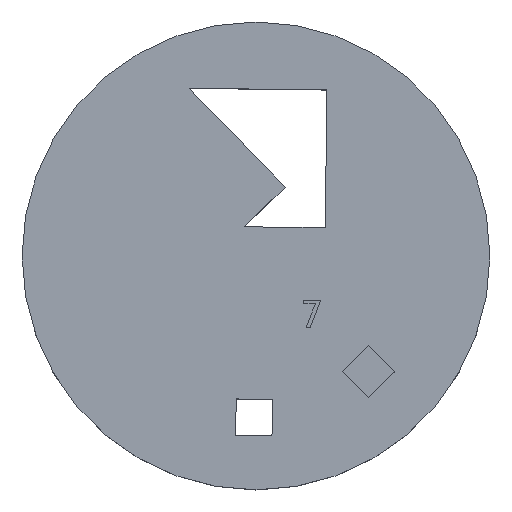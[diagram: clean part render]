
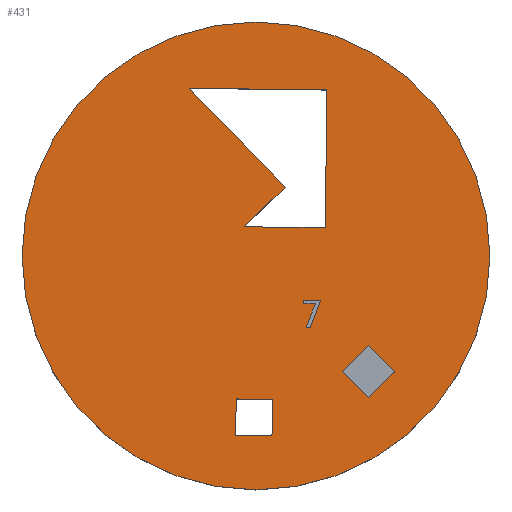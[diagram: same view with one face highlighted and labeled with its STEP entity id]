
A CAD part, top view. The second image highlights one B-rep face of the part: STEP entity #431.
In plain terms, the highlighted planar face has unit normal (0, 0, 1).
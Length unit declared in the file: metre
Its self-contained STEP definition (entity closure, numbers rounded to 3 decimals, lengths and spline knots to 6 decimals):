
#13=CIRCLE('',#469,0.064501);
#15=ORIENTED_EDGE('',*,*,#133,.F.);
#16=ORIENTED_EDGE('',*,*,#134,.F.);
#17=ORIENTED_EDGE('',*,*,#135,.F.);
#18=ORIENTED_EDGE('',*,*,#136,.F.);
#19=ORIENTED_EDGE('',*,*,#137,.F.);
#20=ORIENTED_EDGE('',*,*,#138,.F.);
#21=ORIENTED_EDGE('',*,*,#139,.F.);
#22=ORIENTED_EDGE('',*,*,#140,.F.);
#23=ORIENTED_EDGE('',*,*,#141,.F.);
#24=ORIENTED_EDGE('',*,*,#142,.T.);
#25=ORIENTED_EDGE('',*,*,#143,.T.);
#26=ORIENTED_EDGE('',*,*,#144,.F.);
#27=ORIENTED_EDGE('',*,*,#145,.F.);
#28=ORIENTED_EDGE('',*,*,#146,.T.);
#29=ORIENTED_EDGE('',*,*,#147,.T.);
#30=ORIENTED_EDGE('',*,*,#148,.T.);
#31=ORIENTED_EDGE('',*,*,#149,.T.);
#32=ORIENTED_EDGE('',*,*,#150,.T.);
#33=ORIENTED_EDGE('',*,*,#151,.T.);
#34=ORIENTED_EDGE('',*,*,#152,.T.);
#133=EDGE_CURVE('',#192,#193,#232,.T.);
#134=EDGE_CURVE('',#194,#192,#233,.T.);
#135=EDGE_CURVE('',#195,#194,#234,.T.);
#136=EDGE_CURVE('',#193,#195,#235,.T.);
#137=EDGE_CURVE('',#196,#197,#236,.T.);
#138=EDGE_CURVE('',#198,#196,#237,.T.);
#139=EDGE_CURVE('',#199,#198,#238,.T.);
#140=EDGE_CURVE('',#197,#199,#239,.T.);
#141=EDGE_CURVE('',#200,#201,#240,.T.);
#142=EDGE_CURVE('',#200,#202,#241,.T.);
#143=EDGE_CURVE('',#202,#203,#242,.T.);
#144=EDGE_CURVE('',#204,#203,#243,.T.);
#145=EDGE_CURVE('',#201,#204,#244,.T.);
#146=EDGE_CURVE('',#205,#205,#13,.T.);
#147=EDGE_CURVE('',#206,#207,#245,.T.);
#148=EDGE_CURVE('',#207,#208,#246,.T.);
#149=EDGE_CURVE('',#208,#209,#247,.T.);
#150=EDGE_CURVE('',#209,#210,#248,.T.);
#151=EDGE_CURVE('',#210,#211,#249,.T.);
#152=EDGE_CURVE('',#211,#206,#250,.T.);
#192=VERTEX_POINT('',#608);
#193=VERTEX_POINT('',#609);
#194=VERTEX_POINT('',#611);
#195=VERTEX_POINT('',#613);
#196=VERTEX_POINT('',#616);
#197=VERTEX_POINT('',#617);
#198=VERTEX_POINT('',#619);
#199=VERTEX_POINT('',#621);
#200=VERTEX_POINT('',#624);
#201=VERTEX_POINT('',#625);
#202=VERTEX_POINT('',#627);
#203=VERTEX_POINT('',#629);
#204=VERTEX_POINT('',#631);
#205=VERTEX_POINT('',#634);
#206=VERTEX_POINT('',#636);
#207=VERTEX_POINT('',#637);
#208=VERTEX_POINT('',#639);
#209=VERTEX_POINT('',#641);
#210=VERTEX_POINT('',#643);
#211=VERTEX_POINT('',#645);
#232=LINE('',#607,#289);
#233=LINE('',#610,#290);
#234=LINE('',#612,#291);
#235=LINE('',#614,#292);
#236=LINE('',#615,#293);
#237=LINE('',#618,#294);
#238=LINE('',#620,#295);
#239=LINE('',#622,#296);
#240=LINE('',#623,#297);
#241=LINE('',#626,#298);
#242=LINE('',#628,#299);
#243=LINE('',#630,#300);
#244=LINE('',#632,#301);
#245=LINE('',#635,#302);
#246=LINE('',#638,#303);
#247=LINE('',#640,#304);
#248=LINE('',#642,#305);
#249=LINE('',#644,#306);
#250=LINE('',#646,#307);
#289=VECTOR('',#498,1.);
#290=VECTOR('',#499,1.);
#291=VECTOR('',#500,1.);
#292=VECTOR('',#501,1.);
#293=VECTOR('',#502,1.);
#294=VECTOR('',#503,1.);
#295=VECTOR('',#504,1.);
#296=VECTOR('',#505,1.);
#297=VECTOR('',#506,1.);
#298=VECTOR('',#507,1.);
#299=VECTOR('',#508,1.);
#300=VECTOR('',#509,1.);
#301=VECTOR('',#510,1.);
#302=VECTOR('',#513,1.);
#303=VECTOR('',#514,1.);
#304=VECTOR('',#515,1.);
#305=VECTOR('',#516,1.);
#306=VECTOR('',#517,1.);
#307=VECTOR('',#518,1.);
#346=EDGE_LOOP('',(#15,#16,#17,#18));
#347=EDGE_LOOP('',(#19,#20,#21,#22));
#348=EDGE_LOOP('',(#23,#24,#25,#26,#27));
#349=EDGE_LOOP('',(#28));
#350=EDGE_LOOP('',(#29,#30,#31,#32,#33,#34));
#377=FACE_BOUND('',#346,.T.);
#378=FACE_BOUND('',#347,.T.);
#379=FACE_BOUND('',#348,.T.);
#380=FACE_BOUND('',#349,.T.);
#381=FACE_BOUND('',#350,.T.);
#408=PLANE('',#468);
#431=ADVANCED_FACE('',(#377,#378,#379,#380,#381),#408,.T.);
#468=AXIS2_PLACEMENT_3D('',#606,#496,#497);
#469=AXIS2_PLACEMENT_3D('',#633,#511,#512);
#496=DIRECTION('',(0.,0.,1.));
#497=DIRECTION('',(1.,0.,0.));
#498=DIRECTION('',(0.697,-0.717,0.));
#499=DIRECTION('',(-0.717,-0.697,0.));
#500=DIRECTION('',(-0.697,0.717,0.));
#501=DIRECTION('',(0.717,0.697,0.));
#502=DIRECTION('',(0.012,1.,0.));
#503=DIRECTION('',(1.,-0.012,0.));
#504=DIRECTION('',(-0.012,-1.,0.));
#505=DIRECTION('',(-1.,0.012,0.));
#506=DIRECTION('',(1.,-0.012,0.));
#507=DIRECTION('',(0.717,0.697,0.));
#508=DIRECTION('',(-0.697,0.717,0.));
#509=DIRECTION('',(-1.,0.012,0.));
#510=DIRECTION('',(0.012,1.,0.));
#511=DIRECTION('',(0.,0.,1.));
#512=DIRECTION('',(1.,0.,0.));
#513=DIRECTION('',(-1.,0.,0.));
#514=DIRECTION('',(0.372,0.928,0.));
#515=DIRECTION('',(-1.,0.,0.));
#516=DIRECTION('',(0.,1.,0.));
#517=DIRECTION('',(1.,0.,0.));
#518=DIRECTION('',(-0.362,-0.932,0.));
#606=CARTESIAN_POINT('',(0.,0.,0.16));
#607=CARTESIAN_POINT('',(0.027439,-0.03539,0.16));
#608=CARTESIAN_POINT('',(0.023954,-0.031805,0.16));
#609=CARTESIAN_POINT('',(0.030925,-0.038975,0.16));
#610=CARTESIAN_POINT('',(0.027538,-0.02832,0.16));
#611=CARTESIAN_POINT('',(0.031123,-0.024834,0.16));
#612=CARTESIAN_POINT('',(0.034609,-0.028419,0.16));
#613=CARTESIAN_POINT('',(0.038094,-0.032003,0.16));
#614=CARTESIAN_POINT('',(0.03451,-0.035489,0.16));
#615=CARTESIAN_POINT('',(0.004466,-0.044558,0.16));
#616=CARTESIAN_POINT('',(0.004406,-0.049558,0.16));
#617=CARTESIAN_POINT('',(0.004526,-0.039558,0.16));
#618=CARTESIAN_POINT('',(-0.000593,-0.049498,0.16));
#619=CARTESIAN_POINT('',(-0.005593,-0.049438,0.16));
#620=CARTESIAN_POINT('',(-0.005533,-0.044438,0.16));
#621=CARTESIAN_POINT('',(-0.005473,-0.039439,0.16));
#622=CARTESIAN_POINT('',(-0.000474,-0.039499,0.16));
#623=CARTESIAN_POINT('',(0.007943,0.007905,0.16));
#624=CARTESIAN_POINT('',(-0.003208,0.008039,0.16));
#625=CARTESIAN_POINT('',(0.019095,0.007772,0.16));
#626=CARTESIAN_POINT('',(0.002418,0.01351,0.16));
#627=CARTESIAN_POINT('',(0.008044,0.018981,0.16));
#628=CARTESIAN_POINT('',(-0.005201,0.032603,0.16));
#629=CARTESIAN_POINT('',(-0.018447,0.046224,0.16));
#630=CARTESIAN_POINT('',(0.000552,0.045997,0.16));
#631=CARTESIAN_POINT('',(0.01955,0.045769,0.16));
#632=CARTESIAN_POINT('',(0.019322,0.02677,0.16));
#633=CARTESIAN_POINT('',(0.,0.,0.16));
#634=CARTESIAN_POINT('',(0.064501,0.,0.16));
#635=CARTESIAN_POINT('',(0.01436,-0.019702,0.16));
#636=CARTESIAN_POINT('',(0.014929,-0.019702,0.16));
#637=CARTESIAN_POINT('',(0.01379,-0.019702,0.16));
#638=CARTESIAN_POINT('',(0.015092,-0.016452,0.16));
#639=CARTESIAN_POINT('',(0.016394,-0.013201,0.16));
#640=CARTESIAN_POINT('',(0.014762,-0.013201,0.16));
#641=CARTESIAN_POINT('',(0.013129,-0.013201,0.16));
#642=CARTESIAN_POINT('',(0.013129,-0.012703,0.16));
#643=CARTESIAN_POINT('',(0.013129,-0.012205,0.16));
#644=CARTESIAN_POINT('',(0.015484,-0.012205,0.16));
#645=CARTESIAN_POINT('',(0.017839,-0.012205,0.16));
#646=CARTESIAN_POINT('',(0.016384,-0.015954,0.16));
